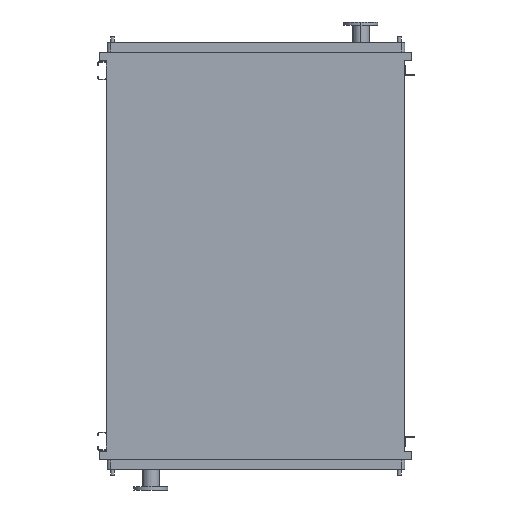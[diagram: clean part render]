
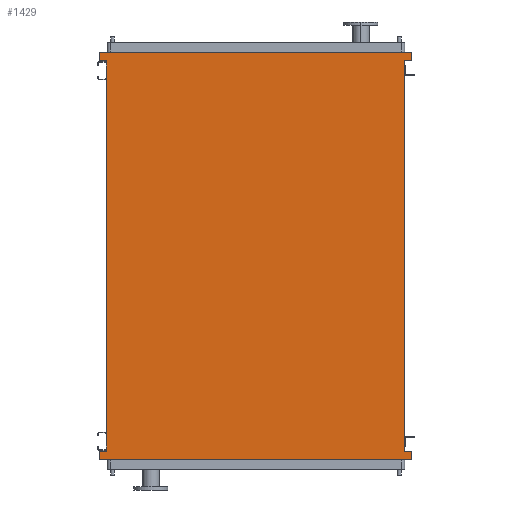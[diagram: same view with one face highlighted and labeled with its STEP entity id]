
A CAD part, front view. The second image highlights one B-rep face of the part: STEP entity #1429.
In plain terms, the highlighted planar face has unit normal (0, -1, 0).
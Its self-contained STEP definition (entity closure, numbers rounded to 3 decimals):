
#34 = DIRECTION ( 'NONE',  ( 1., 0., 0. ) ) ;
#41 = DIRECTION ( 'NONE',  ( 0., 0., 1. ) ) ;
#220 = DIRECTION ( 'NONE',  ( 0., -1., 0. ) ) ;
#257 = VECTOR ( 'NONE', #34, 1000. ) ;
#280 = VERTEX_POINT ( 'NONE', #4512 ) ;
#284 = DIRECTION ( 'NONE',  ( 0., 0., -1. ) ) ;
#349 = CARTESIAN_POINT ( 'NONE',  ( -1011., 0., -2493. ) ) ;
#430 = VECTOR ( 'NONE', #5103, 1000. ) ;
#454 = VERTEX_POINT ( 'NONE', #7374 ) ;
#515 = CARTESIAN_POINT ( 'NONE',  ( 965., 0., -2493. ) ) ;
#548 = VECTOR ( 'NONE', #1807, 1000. ) ;
#782 = ORIENTED_EDGE ( 'NONE', *, *, #2162, .F. ) ;
#862 = VERTEX_POINT ( 'NONE', #7406 ) ;
#882 = CARTESIAN_POINT ( 'NONE',  ( 1011., 0., 95. ) ) ;
#1090 = VECTOR ( 'NONE', #41, 1000. ) ;
#1161 = CARTESIAN_POINT ( 'NONE',  ( 1011., 0., -2493. ) ) ;
#1266 = EDGE_CURVE ( 'NONE', #4032, #862, #3171, .T. ) ;
#1429 = ADVANCED_FACE ( 'NONE', ( #2875 ), #7993, .T. ) ;
#1614 = EDGE_CURVE ( 'NONE', #8710, #862, #7590, .T. ) ;
#1670 = LINE ( 'NONE', #8583, #430 ) ;
#1743 = VERTEX_POINT ( 'NONE', #7140 ) ;
#1807 = DIRECTION ( 'NONE',  ( -1., 0., 0. ) ) ;
#2056 = DIRECTION ( 'NONE',  ( 1., 0., 0. ) ) ;
#2162 = EDGE_CURVE ( 'NONE', #8604, #454, #1670, .T. ) ;
#2344 = VECTOR ( 'NONE', #6052, 1000. ) ;
#2650 = VERTEX_POINT ( 'NONE', #7222 ) ;
#2673 = ORIENTED_EDGE ( 'NONE', *, *, #10502, .F. ) ;
#2778 = VECTOR ( 'NONE', #6718, 1000. ) ;
#2808 = CARTESIAN_POINT ( 'NONE',  ( -1011., 0., 95. ) ) ;
#2875 = FACE_OUTER_BOUND ( 'NONE', #8704, .T. ) ;
#2900 = VERTEX_POINT ( 'NONE', #9471 ) ;
#3171 = LINE ( 'NONE', #7492, #8320 ) ;
#3256 = CARTESIAN_POINT ( 'NONE',  ( 965., 0., -2493. ) ) ;
#3321 = EDGE_CURVE ( 'NONE', #1743, #4091, #8802, .T. ) ;
#3720 = ORIENTED_EDGE ( 'NONE', *, *, #4697, .F. ) ;
#3876 = CARTESIAN_POINT ( 'NONE',  ( 1011., 0., 43. ) ) ;
#4032 = VERTEX_POINT ( 'NONE', #3876 ) ;
#4091 = VERTEX_POINT ( 'NONE', #882 ) ;
#4096 = LINE ( 'NONE', #3256, #257 ) ;
#4417 = LINE ( 'NONE', #9635, #2344 ) ;
#4512 = CARTESIAN_POINT ( 'NONE',  ( -965., 0., 43. ) ) ;
#4536 = CARTESIAN_POINT ( 'NONE',  ( 1011., 0., 95. ) ) ;
#4697 = EDGE_CURVE ( 'NONE', #454, #5318, #4927, .T. ) ;
#4778 = EDGE_CURVE ( 'NONE', #5318, #2650, #4417, .T. ) ;
#4927 = LINE ( 'NONE', #7459, #7560 ) ;
#5006 = EDGE_CURVE ( 'NONE', #2650, #6464, #7335, .T. ) ;
#5103 = DIRECTION ( 'NONE',  ( 0., 0., -1. ) ) ;
#5117 = VECTOR ( 'NONE', #6800, 1000. ) ;
#5318 = VERTEX_POINT ( 'NONE', #7944 ) ;
#5354 = LINE ( 'NONE', #7153, #548 ) ;
#5639 = VECTOR ( 'NONE', #9048, 1000. ) ;
#6052 = DIRECTION ( 'NONE',  ( 0., 0., 1. ) ) ;
#6252 = CARTESIAN_POINT ( 'NONE',  ( -965., 0., -2450. ) ) ;
#6464 = VERTEX_POINT ( 'NONE', #10468 ) ;
#6489 = LINE ( 'NONE', #8442, #2778 ) ;
#6584 = CARTESIAN_POINT ( 'NONE',  ( 965., 0., -2450. ) ) ;
#6648 = DIRECTION ( 'NONE',  ( -1., 0., 0. ) ) ;
#6718 = DIRECTION ( 'NONE',  ( 0., 0., 1. ) ) ;
#6738 = EDGE_CURVE ( 'NONE', #2900, #1743, #8706, .T. ) ;
#6800 = DIRECTION ( 'NONE',  ( 0., 0., -1. ) ) ;
#7038 = EDGE_CURVE ( 'NONE', #280, #2900, #5354, .T. ) ;
#7140 = CARTESIAN_POINT ( 'NONE',  ( -1011., 0., 95. ) ) ;
#7153 = CARTESIAN_POINT ( 'NONE',  ( -1011., 0., 43. ) ) ;
#7222 = CARTESIAN_POINT ( 'NONE',  ( -1011., 0., -2493. ) ) ;
#7335 = LINE ( 'NONE', #349, #10593 ) ;
#7374 = CARTESIAN_POINT ( 'NONE',  ( 1011., 0., -2545. ) ) ;
#7406 = CARTESIAN_POINT ( 'NONE',  ( 965., 0., 43. ) ) ;
#7459 = CARTESIAN_POINT ( 'NONE',  ( 1011., 0., -2545. ) ) ;
#7492 = CARTESIAN_POINT ( 'NONE',  ( 965., 0., 43. ) ) ;
#7518 = ORIENTED_EDGE ( 'NONE', *, *, #6738, .F. ) ;
#7560 = VECTOR ( 'NONE', #8405, 1000. ) ;
#7582 = CARTESIAN_POINT ( 'NONE',  ( 1011., 0., 43. ) ) ;
#7590 = LINE ( 'NONE', #6584, #5639 ) ;
#7876 = ORIENTED_EDGE ( 'NONE', *, *, #10791, .F. ) ;
#7944 = CARTESIAN_POINT ( 'NONE',  ( -1011., 0., -2545. ) ) ;
#7993 = PLANE ( 'NONE',  #8502 ) ;
#8031 = ORIENTED_EDGE ( 'NONE', *, *, #7038, .F. ) ;
#8320 = VECTOR ( 'NONE', #6648, 1000. ) ;
#8405 = DIRECTION ( 'NONE',  ( -1., 0., 0. ) ) ;
#8442 = CARTESIAN_POINT ( 'NONE',  ( -965., 0., -2450. ) ) ;
#8502 = AXIS2_PLACEMENT_3D ( 'NONE', #6252, #220, #284 ) ;
#8583 = CARTESIAN_POINT ( 'NONE',  ( 1011., 0., -2493. ) ) ;
#8604 = VERTEX_POINT ( 'NONE', #1161 ) ;
#8704 = EDGE_LOOP ( 'NONE', ( #10421, #8986, #2673, #11062, #7518, #8031, #7876, #9058, #9882, #3720, #782, #10947 ) ) ;
#8706 = LINE ( 'NONE', #2808, #1090 ) ;
#8710 = VERTEX_POINT ( 'NONE', #515 ) ;
#8802 = LINE ( 'NONE', #4536, #9069 ) ;
#8865 = DIRECTION ( 'NONE',  ( 1., 0., 0. ) ) ;
#8986 = ORIENTED_EDGE ( 'NONE', *, *, #1266, .F. ) ;
#9048 = DIRECTION ( 'NONE',  ( 0., 0., 1. ) ) ;
#9058 = ORIENTED_EDGE ( 'NONE', *, *, #5006, .F. ) ;
#9069 = VECTOR ( 'NONE', #8865, 1000. ) ;
#9471 = CARTESIAN_POINT ( 'NONE',  ( -1011., 0., 43. ) ) ;
#9635 = CARTESIAN_POINT ( 'NONE',  ( -1011., 0., -2545. ) ) ;
#9882 = ORIENTED_EDGE ( 'NONE', *, *, #4778, .F. ) ;
#10324 = LINE ( 'NONE', #7582, #5117 ) ;
#10421 = ORIENTED_EDGE ( 'NONE', *, *, #1614, .T. ) ;
#10468 = CARTESIAN_POINT ( 'NONE',  ( -965., 0., -2493. ) ) ;
#10502 = EDGE_CURVE ( 'NONE', #4091, #4032, #10324, .T. ) ;
#10584 = EDGE_CURVE ( 'NONE', #8710, #8604, #4096, .T. ) ;
#10593 = VECTOR ( 'NONE', #2056, 1000. ) ;
#10791 = EDGE_CURVE ( 'NONE', #6464, #280, #6489, .T. ) ;
#10947 = ORIENTED_EDGE ( 'NONE', *, *, #10584, .F. ) ;
#11062 = ORIENTED_EDGE ( 'NONE', *, *, #3321, .F. ) ;
